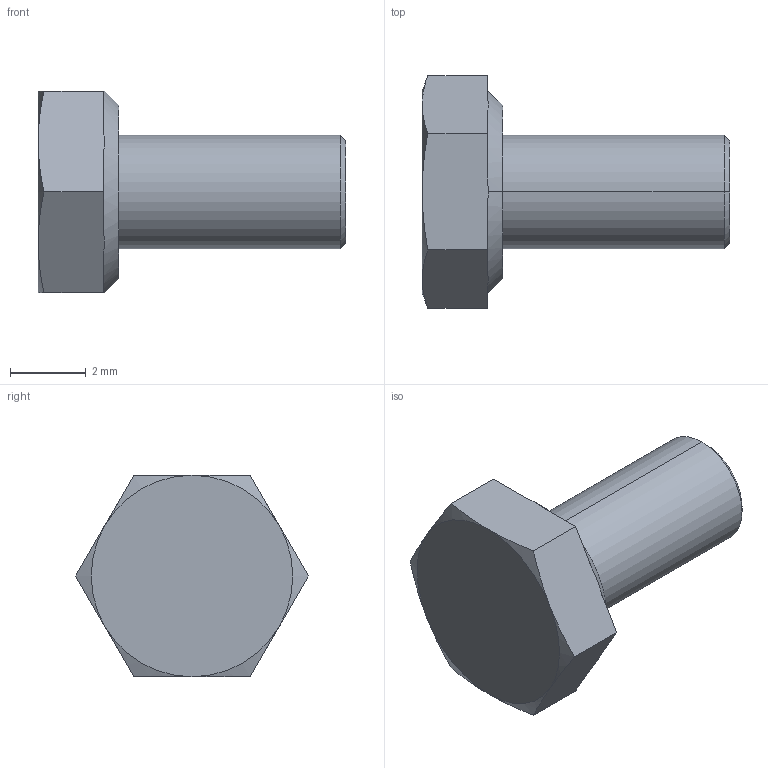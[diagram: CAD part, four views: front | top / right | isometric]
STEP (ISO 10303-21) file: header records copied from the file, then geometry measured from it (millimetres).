
FILE_DESCRIPTION (( 'STEP AP203' ), '1' );
FILE_NAME ('hexagon head bolts-full thread gb_GB_FASTENER_BOLT_STBAB A M3X6-N_sldprt.STEP', '2022-11-30T03:26:10', ( '' ), ( '' ), 'SwSTEP 2.0', 'SolidWorks 2021', '' );
FILE_SCHEMA (( 'CONFIG_CONTROL_DESIGN' ));
Length unit declared in the file: millimetre
Products named in the file (1): hexagon head bolts-full thread gb_GB_FASTENER_BOLT_STBAB A M3X6-N_sldprt
Bounding box: 8.12 x 6.14 x 5.32 mm (x, y, z)
Volume: 92.3 mm3; surface area: 138.3 mm2
Topology: 1 solids, 1 shells, 27 faces, 64 edges, 40 vertices
Faces by surface type: plane 15, cone 10, cylinder 2
Entity records: 875 total; most frequent: CARTESIAN_POINT 196, ORIENTED_EDGE 128, DIRECTION 120, EDGE_CURVE 64, AXIS2_PLACEMENT_3D 48, VERTEX_POINT 40, EDGE_LOOP 28, FACE_OUTER_BOUND 27
